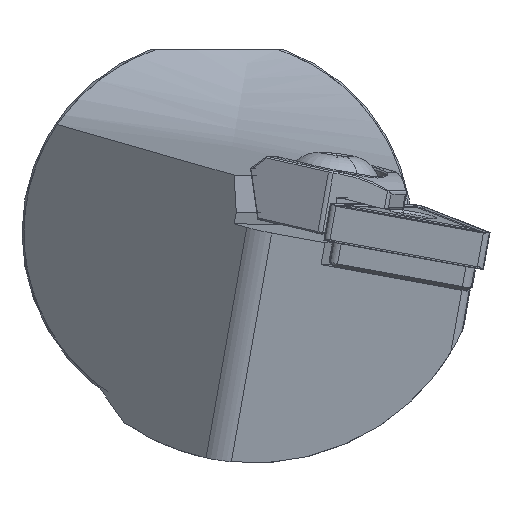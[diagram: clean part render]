
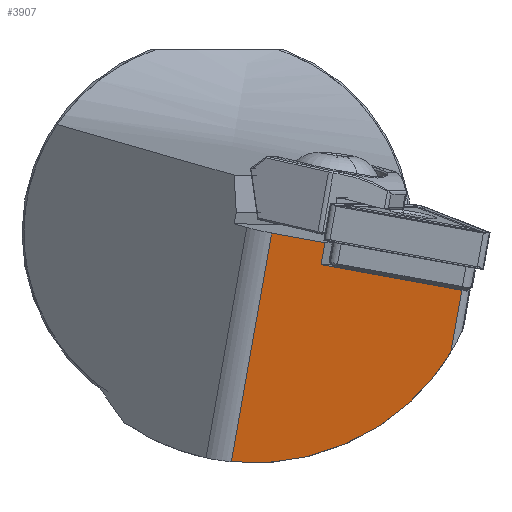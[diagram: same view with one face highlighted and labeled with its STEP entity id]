
A CAD part, left-side view. The second image highlights one B-rep face of the part: STEP entity #3907.
In plain terms, the highlighted planar face has unit normal (-0.993, 0.069, -0.094).
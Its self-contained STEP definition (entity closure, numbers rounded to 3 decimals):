
#54 = ORIENTED_EDGE ( 'NONE', *, *, #7733, .T. ) ;
#534 = VECTOR ( 'NONE', #3397, 1000. ) ;
#715 = VECTOR ( 'NONE', #6247, 1000. ) ;
#962 = DIRECTION ( 'NONE',  ( 0.993, -0.069, 0.094 ) ) ;
#1220 = VERTEX_POINT ( 'NONE', #2101 ) ;
#2101 = CARTESIAN_POINT ( 'NONE',  ( -257.199, 11.219, -32.186 ) ) ;
#2308 = CARTESIAN_POINT ( 'NONE',  ( -260.387, -0.287, -6.913 ) ) ;
#2533 = LINE ( 'NONE', #8608, #715 ) ;
#2578 = LINE ( 'NONE', #7114, #534 ) ;
#2791 = CARTESIAN_POINT ( 'NONE',  ( -260.489, -16.933, -18.096 ) ) ;
#2876 = EDGE_CURVE ( 'NONE', #8871, #4207, #4347, .T. ) ;
#2938 = VERTEX_POINT ( 'NONE', #6864 ) ;
#3295 = ORIENTED_EDGE ( 'NONE', *, *, #7293, .T. ) ;
#3397 = DIRECTION ( 'NONE',  ( 0.051, 0.983, 0.179 ) ) ;
#3531 = CARTESIAN_POINT ( 'NONE',  ( -257.199, 11.219, -32.186 ) ) ;
#3553 = EDGE_CURVE ( 'NONE', #1220, #9884, #4673, .T. ) ;
#3907 = ADVANCED_FACE ( 'NONE', ( #7793 ), #3989, .F. ) ;
#3917 = CARTESIAN_POINT ( 'NONE',  ( -261.332, -18.327, -10.194 ) ) ;
#3989 = PLANE ( 'NONE',  #7833 ) ;
#4040 = LINE ( 'NONE', #5665, #7394 ) ;
#4169 = LINE ( 'NONE', #8973, #8949 ) ;
#4207 = VERTEX_POINT ( 'NONE', #2308 ) ;
#4347 = LINE ( 'NONE', #3917, #7347 ) ;
#4437 = EDGE_CURVE ( 'NONE', #1220, #5989, #2533, .T. ) ;
#4673 =( BOUNDED_CURVE ( )  B_SPLINE_CURVE ( 3, ( #3531, #8840, #7310, #7406 ),
 .UNSPECIFIED., .F., .T. ) 
 B_SPLINE_CURVE_WITH_KNOTS ( ( 4, 4 ),
 ( 3.678, 4.803 ),
 .UNSPECIFIED. ) 
 CURVE ( )  GEOMETRIC_REPRESENTATION_ITEM ( )  RATIONAL_B_SPLINE_CURVE ( ( 1., 0.897, 0.897, 1. ) ) 
 REPRESENTATION_ITEM ( '' )  );
#4871 = ORIENTED_EDGE ( 'NONE', *, *, #3553, .T. ) ;
#5517 = EDGE_CURVE ( 'NONE', #4207, #2938, #4040, .T. ) ;
#5528 = CARTESIAN_POINT ( 'NONE',  ( -195.371, 90.652, -628.244 ) ) ;
#5566 = EDGE_LOOP ( 'NONE', ( #6228, #54, #8772, #4871, #3295, #7054 ) ) ;
#5665 = CARTESIAN_POINT ( 'NONE',  ( -194.425, 108.691, -624.962 ) ) ;
#5989 = VERTEX_POINT ( 'NONE', #9439 ) ;
#6228 = ORIENTED_EDGE ( 'NONE', *, *, #5517, .T. ) ;
#6247 = DIRECTION ( 'NONE',  ( -0.105, -0.173, 0.979 ) ) ;
#6302 = DIRECTION ( 'NONE',  ( 0., -0.805, -0.593 ) ) ;
#6470 = DIRECTION ( 'NONE',  ( -0.105, -0.173, 0.979 ) ) ;
#6864 = CARTESIAN_POINT ( 'NONE',  ( -260.688, -0.785, -4.092 ) ) ;
#7054 = ORIENTED_EDGE ( 'NONE', *, *, #2876, .T. ) ;
#7114 = CARTESIAN_POINT ( 'NONE',  ( -261.633, -18.824, -7.374 ) ) ;
#7293 = EDGE_CURVE ( 'NONE', #9884, #8871, #4169, .T. ) ;
#7310 = CARTESIAN_POINT ( 'NONE',  ( -259.122, -10.88, -28.105 ) ) ;
#7347 = VECTOR ( 'NONE', #8370, 1000. ) ;
#7394 = VECTOR ( 'NONE', #6470, 1000. ) ;
#7406 = CARTESIAN_POINT ( 'NONE',  ( -260.489, -16.933, -18.096 ) ) ;
#7733 = EDGE_CURVE ( 'NONE', #2938, #5989, #2578, .T. ) ;
#7793 = FACE_OUTER_BOUND ( 'NONE', #5566, .T. ) ;
#7833 = AXIS2_PLACEMENT_3D ( 'NONE', #5528, #962, #6302 ) ;
#8370 = DIRECTION ( 'NONE',  ( 0.051, 0.983, 0.179 ) ) ;
#8437 = CARTESIAN_POINT ( 'NONE',  ( -261.332, -18.327, -10.194 ) ) ;
#8608 = CARTESIAN_POINT ( 'NONE',  ( -194.067, 115.522, -623.719 ) ) ;
#8772 = ORIENTED_EDGE ( 'NONE', *, *, #4437, .F. ) ;
#8840 = CARTESIAN_POINT ( 'NONE',  ( -257.9, -0.42, -33.34 ) ) ;
#8871 = VERTEX_POINT ( 'NONE', #8437 ) ;
#8949 = VECTOR ( 'NONE', #9709, 1000. ) ;
#8973 = CARTESIAN_POINT ( 'NONE',  ( -195.371, 90.652, -628.244 ) ) ;
#9439 = CARTESIAN_POINT ( 'NONE',  ( -260.33, 6.046, -2.849 ) ) ;
#9709 = DIRECTION ( 'NONE',  ( -0.105, -0.173, 0.979 ) ) ;
#9884 = VERTEX_POINT ( 'NONE', #2791 ) ;
